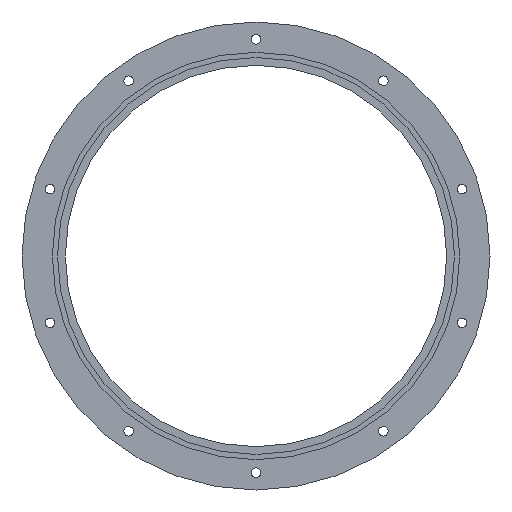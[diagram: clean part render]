
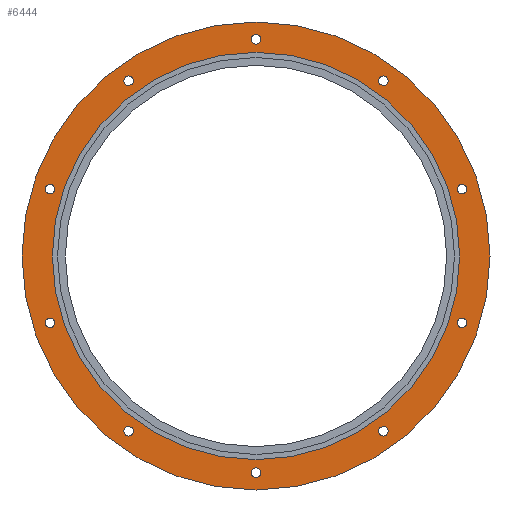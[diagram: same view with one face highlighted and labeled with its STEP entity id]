
A CAD part, front view. The second image highlights one B-rep face of the part: STEP entity #6444.
In plain terms, the highlighted planar face has unit normal (0, -1, 0).
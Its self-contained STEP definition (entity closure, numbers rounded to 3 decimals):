
#451=FACE_BOUND('',#1069,.T.);
#452=FACE_BOUND('',#1070,.T.);
#453=FACE_BOUND('',#1071,.T.);
#454=FACE_BOUND('',#1072,.T.);
#455=FACE_BOUND('',#1073,.T.);
#456=FACE_BOUND('',#1074,.T.);
#457=FACE_BOUND('',#1075,.T.);
#458=FACE_BOUND('',#1076,.T.);
#459=FACE_BOUND('',#1077,.T.);
#460=FACE_BOUND('',#1078,.T.);
#461=FACE_BOUND('',#1079,.T.);
#505=PLANE('',#6832);
#706=FACE_OUTER_BOUND('',#1068,.T.);
#1068=EDGE_LOOP('',(#4472));
#1069=EDGE_LOOP('',(#4473));
#1070=EDGE_LOOP('',(#4474));
#1071=EDGE_LOOP('',(#4475));
#1072=EDGE_LOOP('',(#4476));
#1073=EDGE_LOOP('',(#4477));
#1074=EDGE_LOOP('',(#4478));
#1075=EDGE_LOOP('',(#4479));
#1076=EDGE_LOOP('',(#4480));
#1077=EDGE_LOOP('',(#4481));
#1078=EDGE_LOOP('',(#4482));
#1079=EDGE_LOOP('',(#4483));
#2795=CIRCLE('',#6829,117.5);
#2797=CIRCLE('',#6833,135.);
#2798=CIRCLE('',#6834,2.75);
#2799=CIRCLE('',#6835,2.75);
#2800=CIRCLE('',#6836,2.75);
#2801=CIRCLE('',#6837,2.75);
#2802=CIRCLE('',#6838,2.75);
#2803=CIRCLE('',#6839,2.75);
#2804=CIRCLE('',#6840,2.75);
#2805=CIRCLE('',#6841,2.75);
#2806=CIRCLE('',#6842,2.75);
#2807=CIRCLE('',#6843,2.75);
#2829=VERTEX_POINT('',#8242);
#2831=VERTEX_POINT('',#8249);
#2832=VERTEX_POINT('',#8251);
#2833=VERTEX_POINT('',#8253);
#2834=VERTEX_POINT('',#8255);
#2835=VERTEX_POINT('',#8257);
#2836=VERTEX_POINT('',#8259);
#2837=VERTEX_POINT('',#8261);
#2838=VERTEX_POINT('',#8263);
#2839=VERTEX_POINT('',#8265);
#2840=VERTEX_POINT('',#8267);
#2841=VERTEX_POINT('',#8269);
#3484=EDGE_CURVE('',#2829,#2829,#2795,.T.);
#3487=EDGE_CURVE('',#2831,#2831,#2797,.T.);
#3488=EDGE_CURVE('',#2832,#2832,#2798,.T.);
#3489=EDGE_CURVE('',#2833,#2833,#2799,.T.);
#3490=EDGE_CURVE('',#2834,#2834,#2800,.T.);
#3491=EDGE_CURVE('',#2835,#2835,#2801,.T.);
#3492=EDGE_CURVE('',#2836,#2836,#2802,.T.);
#3493=EDGE_CURVE('',#2837,#2837,#2803,.T.);
#3494=EDGE_CURVE('',#2838,#2838,#2804,.T.);
#3495=EDGE_CURVE('',#2839,#2839,#2805,.T.);
#3496=EDGE_CURVE('',#2840,#2840,#2806,.T.);
#3497=EDGE_CURVE('',#2841,#2841,#2807,.T.);
#4472=ORIENTED_EDGE('',*,*,#3487,.F.);
#4473=ORIENTED_EDGE('',*,*,#3488,.T.);
#4474=ORIENTED_EDGE('',*,*,#3489,.T.);
#4475=ORIENTED_EDGE('',*,*,#3490,.T.);
#4476=ORIENTED_EDGE('',*,*,#3491,.T.);
#4477=ORIENTED_EDGE('',*,*,#3492,.T.);
#4478=ORIENTED_EDGE('',*,*,#3493,.T.);
#4479=ORIENTED_EDGE('',*,*,#3494,.T.);
#4480=ORIENTED_EDGE('',*,*,#3495,.T.);
#4481=ORIENTED_EDGE('',*,*,#3496,.T.);
#4482=ORIENTED_EDGE('',*,*,#3497,.T.);
#4483=ORIENTED_EDGE('',*,*,#3484,.T.);
#6444=ADVANCED_FACE('',(#706,#451,#452,#453,#454,#455,#456,#457,#458,#459,
#460,#461),#505,.F.);
#6829=AXIS2_PLACEMENT_3D('',#8243,#7086,#7087);
#6832=AXIS2_PLACEMENT_3D('',#8248,#7093,#7094);
#6833=AXIS2_PLACEMENT_3D('',#8250,#7095,#7096);
#6834=AXIS2_PLACEMENT_3D('',#8252,#7097,#7098);
#6835=AXIS2_PLACEMENT_3D('',#8254,#7099,#7100);
#6836=AXIS2_PLACEMENT_3D('',#8256,#7101,#7102);
#6837=AXIS2_PLACEMENT_3D('',#8258,#7103,#7104);
#6838=AXIS2_PLACEMENT_3D('',#8260,#7105,#7106);
#6839=AXIS2_PLACEMENT_3D('',#8262,#7107,#7108);
#6840=AXIS2_PLACEMENT_3D('',#8264,#7109,#7110);
#6841=AXIS2_PLACEMENT_3D('',#8266,#7111,#7112);
#6842=AXIS2_PLACEMENT_3D('',#8268,#7113,#7114);
#6843=AXIS2_PLACEMENT_3D('',#8270,#7115,#7116);
#7086=DIRECTION('center_axis',(0.,1.,0.));
#7087=DIRECTION('ref_axis',(1.,0.,0.));
#7093=DIRECTION('center_axis',(0.,1.,0.));
#7094=DIRECTION('ref_axis',(0.,0.,1.));
#7095=DIRECTION('center_axis',(0.,1.,0.));
#7096=DIRECTION('ref_axis',(-1.,0.,0.));
#7097=DIRECTION('center_axis',(0.,1.,0.));
#7098=DIRECTION('ref_axis',(1.,0.,0.));
#7099=DIRECTION('center_axis',(0.,1.,0.));
#7100=DIRECTION('ref_axis',(0.809,0.,-0.588));
#7101=DIRECTION('center_axis',(0.,1.,0.));
#7102=DIRECTION('ref_axis',(0.309,0.,-0.951));
#7103=DIRECTION('center_axis',(0.,1.,0.));
#7104=DIRECTION('ref_axis',(-0.309,0.,-0.951));
#7105=DIRECTION('center_axis',(0.,1.,0.));
#7106=DIRECTION('ref_axis',(-0.809,0.,-0.588));
#7107=DIRECTION('center_axis',(0.,1.,0.));
#7108=DIRECTION('ref_axis',(-1.,0.,0.));
#7109=DIRECTION('center_axis',(0.,1.,0.));
#7110=DIRECTION('ref_axis',(-0.809,0.,0.588));
#7111=DIRECTION('center_axis',(0.,1.,0.));
#7112=DIRECTION('ref_axis',(-0.309,0.,0.951));
#7113=DIRECTION('center_axis',(0.,1.,0.));
#7114=DIRECTION('ref_axis',(0.309,0.,0.951));
#7115=DIRECTION('center_axis',(0.,1.,0.));
#7116=DIRECTION('ref_axis',(0.809,0.,0.588));
#8242=CARTESIAN_POINT('',(-117.5,0.,0.));
#8243=CARTESIAN_POINT('Origin',(0.,0.,0.));
#8248=CARTESIAN_POINT('Origin',(0.,0.,0.));
#8249=CARTESIAN_POINT('',(135.,0.,0.));
#8250=CARTESIAN_POINT('Origin',(0.,0.,0.));
#8251=CARTESIAN_POINT('',(-2.75,0.,-125.));
#8252=CARTESIAN_POINT('Origin',(0.,0.,-125.));
#8253=CARTESIAN_POINT('',(-75.698,0.,-99.511));
#8254=CARTESIAN_POINT('Origin',(-73.473,0.,-101.127));
#8255=CARTESIAN_POINT('',(-119.732,0.,-36.012));
#8256=CARTESIAN_POINT('Origin',(-118.882,0.,-38.627));
#8257=CARTESIAN_POINT('',(-118.032,0.,41.243));
#8258=CARTESIAN_POINT('Origin',(-118.882,0.,38.627));
#8259=CARTESIAN_POINT('',(-71.248,0.,102.744));
#8260=CARTESIAN_POINT('Origin',(-73.473,0.,101.127));
#8261=CARTESIAN_POINT('',(2.75,0.,125.));
#8262=CARTESIAN_POINT('Origin',(0.,0.,125.));
#8263=CARTESIAN_POINT('',(75.698,0.,99.511));
#8264=CARTESIAN_POINT('Origin',(73.473,0.,101.127));
#8265=CARTESIAN_POINT('',(119.732,0.,36.012));
#8266=CARTESIAN_POINT('Origin',(118.882,0.,38.627));
#8267=CARTESIAN_POINT('',(118.032,0.,-41.243));
#8268=CARTESIAN_POINT('Origin',(118.882,0.,-38.627));
#8269=CARTESIAN_POINT('',(71.248,0.,-102.744));
#8270=CARTESIAN_POINT('Origin',(73.473,0.,-101.127));
